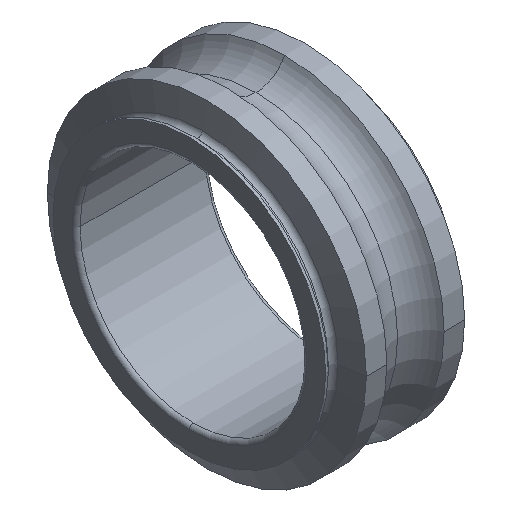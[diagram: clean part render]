
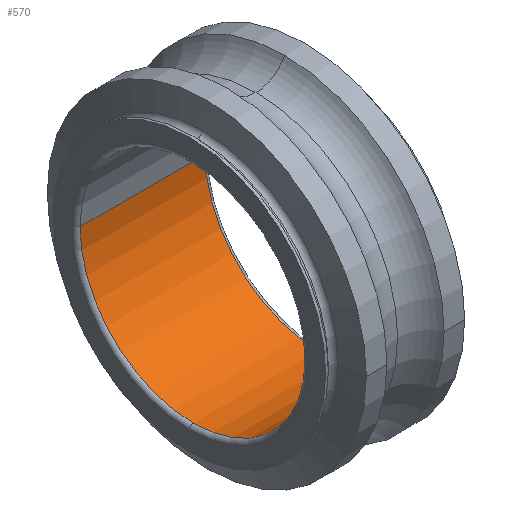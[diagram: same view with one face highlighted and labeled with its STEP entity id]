
A CAD part, isometric view. The second image highlights one B-rep face of the part: STEP entity #570.
In plain terms, the highlighted cylindrical face has radius 8.5 mm (diameter 17 mm), a partial arc.
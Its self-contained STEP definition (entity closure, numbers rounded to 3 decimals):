
#27 = CARTESIAN_POINT ( 'NONE',  ( 9.7, 0., 0. ) ) ;
#59 = CIRCLE ( 'NONE', #110, 8.5 ) ;
#94 = CIRCLE ( 'NONE', #905, 8.5 ) ;
#104 = DIRECTION ( 'NONE',  ( 1., 0., 0. ) ) ;
#110 = AXIS2_PLACEMENT_3D ( 'NONE', #501, #966, #152 ) ;
#112 = CARTESIAN_POINT ( 'NONE',  ( 5., 0., 0. ) ) ;
#119 = CARTESIAN_POINT ( 'NONE',  ( 9.7, 0., -8.5 ) ) ;
#138 = EDGE_CURVE ( 'NONE', #902, #835, #402, .T. ) ;
#151 = CARTESIAN_POINT ( 'NONE',  ( 9.7, 8.5, 0. ) ) ;
#152 = DIRECTION ( 'NONE',  ( 0., 1., 0. ) ) ;
#163 = EDGE_LOOP ( 'NONE', ( #984, #790, #823, #1069, #253, #615 ) ) ;
#168 = DIRECTION ( 'NONE',  ( 1., 0., 0. ) ) ;
#250 = CARTESIAN_POINT ( 'NONE',  ( 5., -8.5, 0. ) ) ;
#253 = ORIENTED_EDGE ( 'NONE', *, *, #558, .F. ) ;
#278 = CARTESIAN_POINT ( 'NONE',  ( 9.7, -8.5, 0. ) ) ;
#318 = AXIS2_PLACEMENT_3D ( 'NONE', #839, #319, #525 ) ;
#319 = DIRECTION ( 'NONE',  ( 1., 0., 0. ) ) ;
#338 = VERTEX_POINT ( 'NONE', #1029 ) ;
#339 = CIRCLE ( 'NONE', #318, 8.5 ) ;
#402 = LINE ( 'NONE', #1065, #577 ) ;
#480 = FACE_OUTER_BOUND ( 'NONE', #163, .T. ) ;
#499 = EDGE_CURVE ( 'NONE', #517, #338, #94, .T. ) ;
#501 = CARTESIAN_POINT ( 'NONE',  ( 0.3, 0., 0. ) ) ;
#517 = VERTEX_POINT ( 'NONE', #957 ) ;
#525 = DIRECTION ( 'NONE',  ( 0., 1., 0. ) ) ;
#541 = CARTESIAN_POINT ( 'NONE',  ( 0.3, 8.5, 0. ) ) ;
#558 = EDGE_CURVE ( 'NONE', #338, #835, #59, .T. ) ;
#570 = ADVANCED_FACE ( 'NONE', ( #480 ), #824, .F. ) ;
#577 = VECTOR ( 'NONE', #973, 1000. ) ;
#607 = DIRECTION ( 'NONE',  ( 0., 1., 0. ) ) ;
#615 = ORIENTED_EDGE ( 'NONE', *, *, #499, .F. ) ;
#630 = AXIS2_PLACEMENT_3D ( 'NONE', #27, #104, #607 ) ;
#677 = EDGE_CURVE ( 'NONE', #1060, #902, #829, .T. ) ;
#717 = DIRECTION ( 'NONE',  ( 0., 1., 0. ) ) ;
#757 = DIRECTION ( 'NONE',  ( 0., 1., 0. ) ) ;
#790 = ORIENTED_EDGE ( 'NONE', *, *, #990, .T. ) ;
#823 = ORIENTED_EDGE ( 'NONE', *, *, #677, .T. ) ;
#824 = CYLINDRICAL_SURFACE ( 'NONE', #939, 8.5 ) ;
#829 = CIRCLE ( 'NONE', #630, 8.5 ) ;
#832 = DIRECTION ( 'NONE',  ( -1., 0., 0. ) ) ;
#835 = VERTEX_POINT ( 'NONE', #541 ) ;
#839 = CARTESIAN_POINT ( 'NONE',  ( 9.7, 0., 0. ) ) ;
#846 = VERTEX_POINT ( 'NONE', #278 ) ;
#902 = VERTEX_POINT ( 'NONE', #151 ) ;
#905 = AXIS2_PLACEMENT_3D ( 'NONE', #910, #168, #717 ) ;
#910 = CARTESIAN_POINT ( 'NONE',  ( 0.3, 0., 0. ) ) ;
#939 = AXIS2_PLACEMENT_3D ( 'NONE', #112, #998, #757 ) ;
#957 = CARTESIAN_POINT ( 'NONE',  ( 0.3, -8.5, 0. ) ) ;
#966 = DIRECTION ( 'NONE',  ( 1., 0., 0. ) ) ;
#973 = DIRECTION ( 'NONE',  ( -1., 0., 0. ) ) ;
#984 = ORIENTED_EDGE ( 'NONE', *, *, #1044, .F. ) ;
#990 = EDGE_CURVE ( 'NONE', #846, #1060, #339, .T. ) ;
#996 = LINE ( 'NONE', #250, #1072 ) ;
#998 = DIRECTION ( 'NONE',  ( -1., 0., 0. ) ) ;
#1029 = CARTESIAN_POINT ( 'NONE',  ( 0.3, 0., -8.5 ) ) ;
#1044 = EDGE_CURVE ( 'NONE', #846, #517, #996, .T. ) ;
#1060 = VERTEX_POINT ( 'NONE', #119 ) ;
#1065 = CARTESIAN_POINT ( 'NONE',  ( 5., 8.5, 0. ) ) ;
#1069 = ORIENTED_EDGE ( 'NONE', *, *, #138, .T. ) ;
#1072 = VECTOR ( 'NONE', #832, 1000. ) ;
